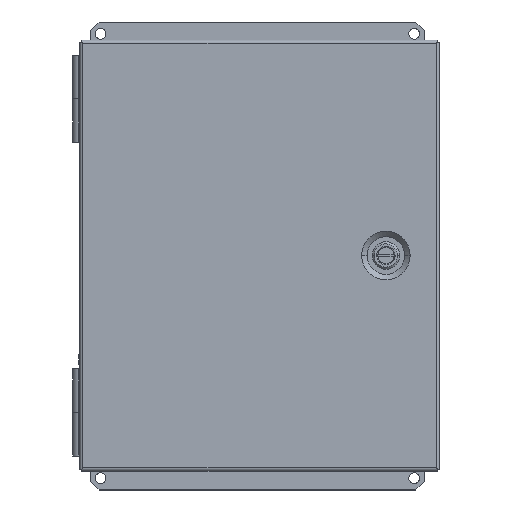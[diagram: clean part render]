
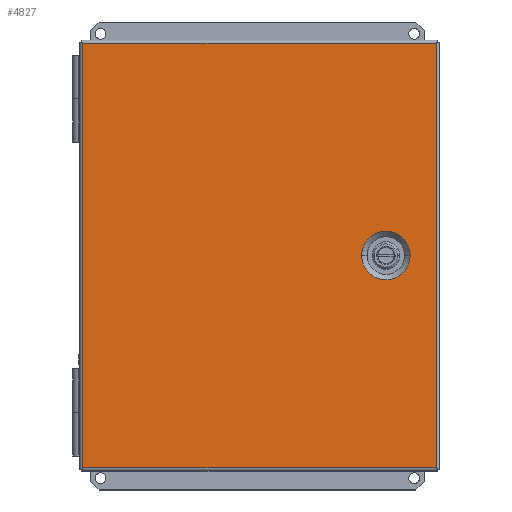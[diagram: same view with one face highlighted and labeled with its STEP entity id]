
A CAD part, top view. The second image highlights one B-rep face of the part: STEP entity #4827.
In plain terms, the highlighted planar face has unit normal (0, 0, 1).
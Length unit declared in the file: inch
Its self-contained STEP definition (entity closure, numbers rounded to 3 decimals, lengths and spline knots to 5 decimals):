
#637 = ORIENTED_EDGE ( 'NONE', *, *, #2529, .T. ) ;
#1138 = DIRECTION ( 'NONE',  ( 1., 0., 0. ) ) ;
#1196 = VECTOR ( 'NONE', #25034, 39.37008 ) ;
#1230 = VECTOR ( 'NONE', #24201, 39.37008 ) ;
#2139 = VERTEX_POINT ( 'NONE', #20719 ) ;
#2529 = EDGE_CURVE ( 'NONE', #2139, #20794, #14218, .T. ) ;
#2603 = CIRCLE ( 'NONE', #31258, 0.69489 ) ;
#2859 = ORIENTED_EDGE ( 'NONE', *, *, #12527, .T. ) ;
#3745 = CARTESIAN_POINT ( 'NONE',  ( 2.99161, 0., 7.621 ) ) ;
#4827 = ADVANCED_FACE ( 'NONE', ( #17340, #5918 ), #21675, .T. ) ;
#5328 = DIRECTION ( 'NONE',  ( 0., 0., -1. ) ) ;
#5918 = FACE_OUTER_BOUND ( 'NONE', #21761, .T. ) ;
#6272 = VERTEX_POINT ( 'NONE', #24546 ) ;
#6971 = DIRECTION ( 'NONE',  ( 0., 0., 1. ) ) ;
#7260 = VECTOR ( 'NONE', #17499, 39.37008 ) ;
#7903 = DIRECTION ( 'NONE',  ( 1., 0., 0. ) ) ;
#7922 = DIRECTION ( 'NONE',  ( 1., 0., 0. ) ) ;
#8769 = AXIS2_PLACEMENT_3D ( 'NONE', #24788, #5328, #7903 ) ;
#9138 = LINE ( 'NONE', #15238, #7260 ) ;
#10342 = AXIS2_PLACEMENT_3D ( 'NONE', #16850, #6971, #26407 ) ;
#10838 = VERTEX_POINT ( 'NONE', #13812 ) ;
#11007 = CARTESIAN_POINT ( 'NONE',  ( 5.1335, -6.1815, 7.621 ) ) ;
#12527 = EDGE_CURVE ( 'NONE', #10838, #6272, #14913, .T. ) ;
#12607 = ORIENTED_EDGE ( 'NONE', *, *, #20217, .T. ) ;
#13035 = CARTESIAN_POINT ( 'NONE',  ( 5.1335, -6.0955, 7.621 ) ) ;
#13812 = CARTESIAN_POINT ( 'NONE',  ( 5.1335, 6.0955, 7.621 ) ) ;
#14218 = CIRCLE ( 'NONE', #8769, 0.69489 ) ;
#14426 = VECTOR ( 'NONE', #1138, 39.37008 ) ;
#14913 = LINE ( 'NONE', #21872, #1230 ) ;
#15120 = ORIENTED_EDGE ( 'NONE', *, *, #24460, .T. ) ;
#15238 = CARTESIAN_POINT ( 'NONE',  ( -5.0085, -6.1815, 7.621 ) ) ;
#16850 = CARTESIAN_POINT ( 'NONE',  ( -5.0945, -6.1815, 7.621 ) ) ;
#17340 = FACE_BOUND ( 'NONE', #20017, .T. ) ;
#17499 = DIRECTION ( 'NONE',  ( 0., -1., 0. ) ) ;
#19087 = ORIENTED_EDGE ( 'NONE', *, *, #29466, .T. ) ;
#19863 = CARTESIAN_POINT ( 'NONE',  ( -5.0085, -6.0955, 7.621 ) ) ;
#20017 = EDGE_LOOP ( 'NONE', ( #637, #19087 ) ) ;
#20065 = LINE ( 'NONE', #20634, #14426 ) ;
#20217 = EDGE_CURVE ( 'NONE', #24883, #22524, #20065, .T. ) ;
#20539 = LINE ( 'NONE', #11007, #1196 ) ;
#20634 = CARTESIAN_POINT ( 'NONE',  ( -5.0945, -6.0955, 7.621 ) ) ;
#20719 = CARTESIAN_POINT ( 'NONE',  ( 4.38139, 0., 7.621 ) ) ;
#20794 = VERTEX_POINT ( 'NONE', #3745 ) ;
#21675 = PLANE ( 'NONE',  #10342 ) ;
#21761 = EDGE_LOOP ( 'NONE', ( #2859, #23090, #12607, #15120 ) ) ;
#21872 = CARTESIAN_POINT ( 'NONE',  ( -5.0945, 6.0955, 7.621 ) ) ;
#22524 = VERTEX_POINT ( 'NONE', #13035 ) ;
#22869 = EDGE_CURVE ( 'NONE', #6272, #24883, #9138, .T. ) ;
#23090 = ORIENTED_EDGE ( 'NONE', *, *, #22869, .T. ) ;
#24201 = DIRECTION ( 'NONE',  ( -1., 0., 0. ) ) ;
#24417 = DIRECTION ( 'NONE',  ( 0., 0., -1. ) ) ;
#24460 = EDGE_CURVE ( 'NONE', #22524, #10838, #20539, .T. ) ;
#24546 = CARTESIAN_POINT ( 'NONE',  ( -5.0085, 6.0955, 7.621 ) ) ;
#24788 = CARTESIAN_POINT ( 'NONE',  ( 3.6865, 0., 7.621 ) ) ;
#24883 = VERTEX_POINT ( 'NONE', #19863 ) ;
#25034 = DIRECTION ( 'NONE',  ( 0., 1., 0. ) ) ;
#26407 = DIRECTION ( 'NONE',  ( 1., 0., 0. ) ) ;
#26803 = CARTESIAN_POINT ( 'NONE',  ( 3.6865, 0., 7.621 ) ) ;
#29466 = EDGE_CURVE ( 'NONE', #20794, #2139, #2603, .T. ) ;
#31258 = AXIS2_PLACEMENT_3D ( 'NONE', #26803, #24417, #7922 ) ;
